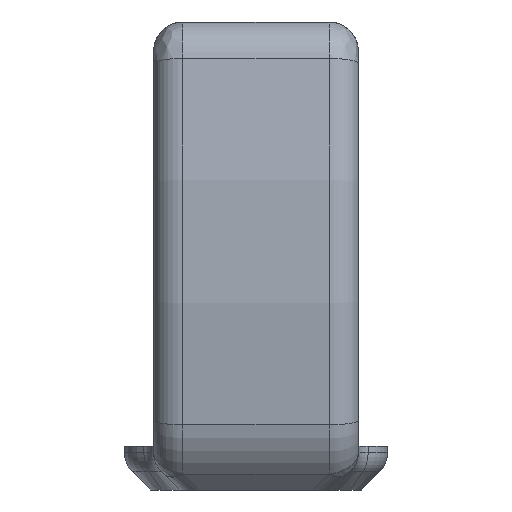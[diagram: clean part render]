
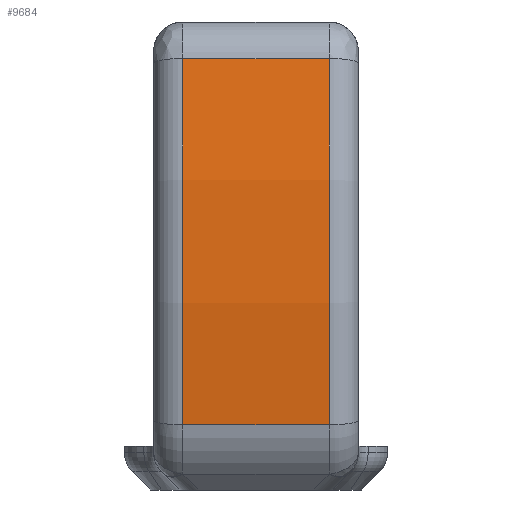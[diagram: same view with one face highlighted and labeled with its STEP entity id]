
A CAD part, front view. The second image highlights one B-rep face of the part: STEP entity #9684.
In plain terms, the highlighted cylindrical face has radius 80.352 mm (diameter 160.704 mm), a partial arc.
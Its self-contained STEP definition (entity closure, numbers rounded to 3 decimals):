
#307=CYLINDRICAL_SURFACE('',#10478,80.352);
#492=CIRCLE('',#10233,80.352);
#585=CIRCLE('',#10461,80.352);
#1053=FACE_OUTER_BOUND('',#1579,.T.);
#1579=EDGE_LOOP('',(#8871,#8872,#8873,#8874));
#2667=LINE('',#16281,#3747);
#2668=LINE('',#16283,#3748);
#3747=VECTOR('',#13101,10.);
#3748=VECTOR('',#13104,10.);
#4422=VERTEX_POINT('',#15356);
#4423=VERTEX_POINT('',#15358);
#4651=VERTEX_POINT('',#16243);
#4652=VERTEX_POINT('',#16245);
#5684=EDGE_CURVE('',#4422,#4423,#492,.T.);
#6058=EDGE_CURVE('',#4651,#4652,#585,.T.);
#6072=EDGE_CURVE('',#4652,#4423,#2667,.T.);
#6073=EDGE_CURVE('',#4422,#4651,#2668,.T.);
#8871=ORIENTED_EDGE('',*,*,#6058,.F.);
#8872=ORIENTED_EDGE('',*,*,#6073,.F.);
#8873=ORIENTED_EDGE('',*,*,#5684,.T.);
#8874=ORIENTED_EDGE('',*,*,#6072,.F.);
#9684=ADVANCED_FACE('',(#1053),#307,.T.);
#10233=AXIS2_PLACEMENT_3D('',#15360,#12342,#12343);
#10461=AXIS2_PLACEMENT_3D('',#16246,#13060,#13061);
#10478=AXIS2_PLACEMENT_3D('',#16282,#13102,#13103);
#12342=DIRECTION('center_axis',(-1.,0.,0.));
#12343=DIRECTION('ref_axis',(0.,-1.,0.012));
#13060=DIRECTION('center_axis',(-1.,0.,0.));
#13061=DIRECTION('ref_axis',(0.,-1.,0.012));
#13101=DIRECTION('',(1.,0.,0.));
#13102=DIRECTION('center_axis',(-1.,0.,0.));
#13103=DIRECTION('ref_axis',(0.,-0.98,0.199));
#13104=DIRECTION('',(-1.,0.,0.));
#15356=CARTESIAN_POINT('',(5.,-33.519,-13.038));
#15358=CARTESIAN_POINT('',(5.,-33.209,12.004));
#15360=CARTESIAN_POINT('Origin',(5.,46.,-1.5));
#16243=CARTESIAN_POINT('',(-5.,-33.519,-13.038));
#16245=CARTESIAN_POINT('',(-5.,-33.209,12.004));
#16246=CARTESIAN_POINT('Origin',(-5.,46.,-1.5));
#16281=CARTESIAN_POINT('',(0.,-33.209,12.004));
#16282=CARTESIAN_POINT('Origin',(0.,46.,-1.5));
#16283=CARTESIAN_POINT('',(0.,-33.519,-13.038));
